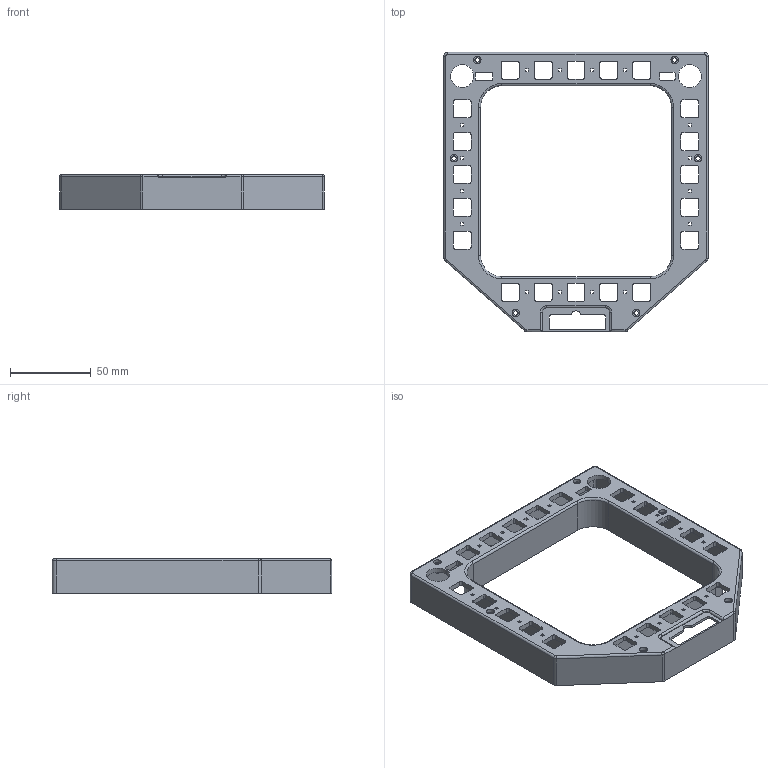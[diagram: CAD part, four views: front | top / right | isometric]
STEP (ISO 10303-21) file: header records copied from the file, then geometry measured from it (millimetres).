
FILE_DESCRIPTION (( 'STEP AP214' ), '1' );
FILE_NAME ('DDI Bezel.STEP', '2021-10-25T10:21:32', ( '' ), ( '' ), 'SwSTEP 2.0', 'SolidWorks 2021', '' );
FILE_SCHEMA (( 'AUTOMOTIVE_DESIGN' ));
Length unit declared in the file: inch
Products named in the file (1): DDI Bezel
Bounding box: 163.51 x 172.72 x 21.54 mm (x, y, z)
Volume: 64886.5 mm3; surface area: 63682.4 mm2
Topology: 1 solids, 1 shells, 452 faces, 1257 edges, 798 vertices
Faces by surface type: plane 210, cylinder 203, torus 20, sphere 19
Entity records: 14593 total; most frequent: DIRECTION 2564, CARTESIAN_POINT 2534, ORIENTED_EDGE 2482, EDGE_CURVE 1241, AXIS2_PLACEMENT_3D 881, VECTOR 802, LINE 802, VERTEX_POINT 796
